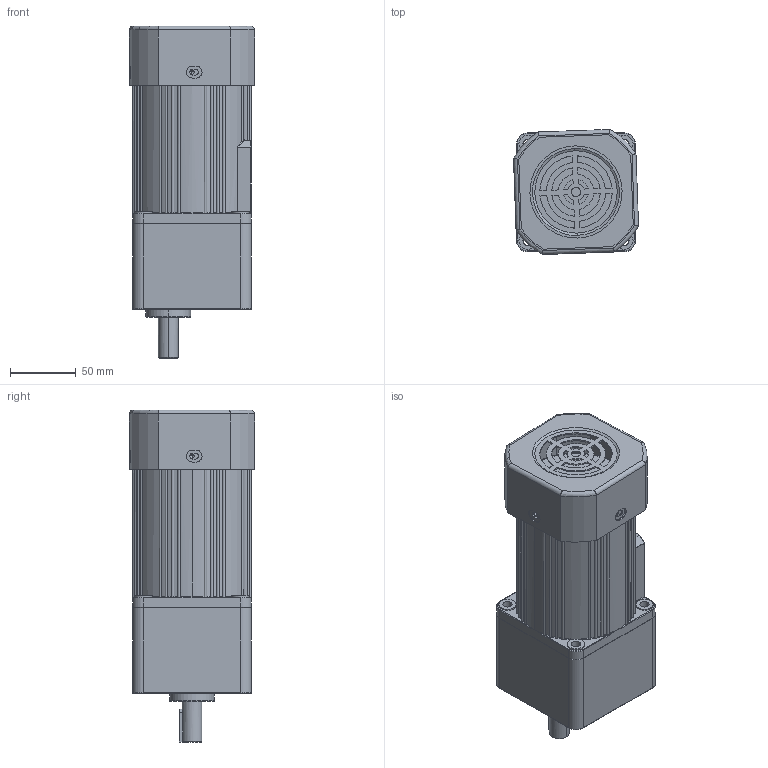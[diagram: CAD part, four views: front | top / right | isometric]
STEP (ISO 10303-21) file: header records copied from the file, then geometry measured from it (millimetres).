
FILE_DESCRIPTION (( 'STEP AP203' ), '1' );
FILE_NAME ('5IK90-140R+5GU3-750KB.STEP', '2020-01-09T10:39:15', ( 'Sky123.Org' ), ( 'Sky123.Org' ), 'SwSTEP 2.0', 'SolidWorks 2014', '' );
FILE_SCHEMA (( 'CONFIG_CONTROL_DESIGN' ));
Length unit declared in the file: millimetre
Products named in the file (5): 90酗瑞欶褲; 5GU3-750KB; 5IK90-140R+5GU3-750KB; 5IK90-140A
Assembly tree (4 placements, depth 3):
  5IK90-140R+5GU3-750KB
    5IK90-140A
    5GU3-750KB
      5GU3-750KB
    90酗瑞欶褲
Bounding box: 94.89 x 94.89 x 252 mm (x, y, z)
Volume: 1316814.5 mm3; surface area: 147951.2 mm2
Topology: 3 solids, 3 shells, 536 faces, 1398 edges, 866 vertices
Faces by surface type: cylinder 230, plane 170, torus 64, cone 38, bspline 30, sphere 4
Entity records: 18333 total; most frequent: CARTESIAN_POINT 4714, DIRECTION 2822, ORIENTED_EDGE 2724, EDGE_CURVE 1362, AXIS2_PLACEMENT_3D 1122, VERTEX_POINT 866, EDGE_LOOP 620, CIRCLE 608
